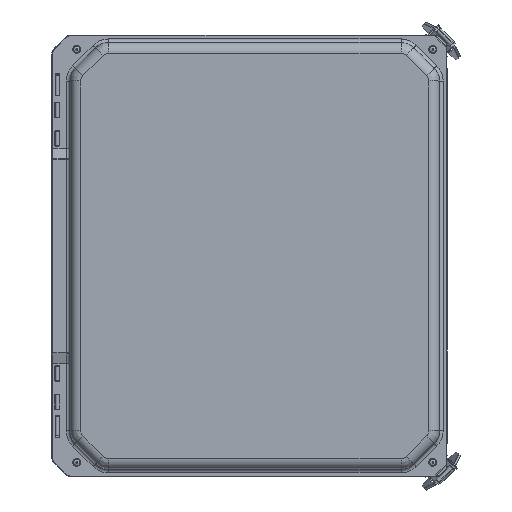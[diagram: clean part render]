
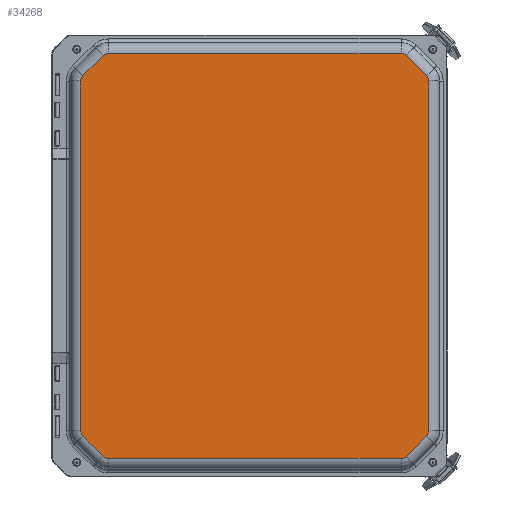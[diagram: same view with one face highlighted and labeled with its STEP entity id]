
A CAD part, top view. The second image highlights one B-rep face of the part: STEP entity #34268.
In plain terms, the highlighted planar face has unit normal (0, 0, 1).
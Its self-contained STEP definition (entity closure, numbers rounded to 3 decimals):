
#4587=LINE($,#75067,#6864);
#4590=LINE($,#75074,#6867);
#4591=LINE($,#75103,#6868);
#4592=LINE($,#75107,#6869);
#4593=LINE($,#75137,#6870);
#4595=LINE($,#75143,#6872);
#4596=LINE($,#75172,#6873);
#4597=LINE($,#75176,#6874);
#6864=VECTOR($,#47915,10.268);
#6867=VECTOR($,#47922,1.013);
#6868=VECTOR($,#47937,1.013);
#6869=VECTOR($,#47942,12.27);
#6870=VECTOR($,#47957,12.27);
#6872=VECTOR($,#47963,1.013);
#6873=VECTOR($,#47978,1.013);
#6874=VECTOR($,#47983,10.268);
#7697=PLANE($,#38211);
#9848=FACE_OUTER_BOUND($,#12111,.T.);
#12111=EDGE_LOOP($,(#30873,#30874,#30875,#30876,#30877,#30878,#30879,#30880,
#30881,#30882,#30883,#30884,#30885,#30886,#30887,#30888));
#13809=CIRCLE($,#38174,0.254);
#13815=CIRCLE($,#38182,0.254);
#13818=CIRCLE($,#38185,0.254);
#13822=CIRCLE($,#38191,0.254);
#13825=CIRCLE($,#38194,0.254);
#13829=CIRCLE($,#38200,0.254);
#13832=CIRCLE($,#38203,0.254);
#13835=CIRCLE($,#38208,0.254);
#16658=VERTEX_POINT($,#75057);
#16659=VERTEX_POINT($,#75059);
#16661=VERTEX_POINT($,#75065);
#16662=VERTEX_POINT($,#75070);
#16664=VERTEX_POINT($,#75084);
#16665=VERTEX_POINT($,#75096);
#16666=VERTEX_POINT($,#75101);
#16667=VERTEX_POINT($,#75105);
#16668=VERTEX_POINT($,#75117);
#16669=VERTEX_POINT($,#75129);
#16671=VERTEX_POINT($,#75135);
#16672=VERTEX_POINT($,#75139);
#16674=VERTEX_POINT($,#75153);
#16675=VERTEX_POINT($,#75165);
#16676=VERTEX_POINT($,#75170);
#16677=VERTEX_POINT($,#75174);
#21450=EDGE_CURVE($,#16658,#16659,#13809,.T.);
#21454=EDGE_CURVE($,#16661,#16658,#4587,.T.);
#21458=EDGE_CURVE($,#16659,#16662,#4590,.T.);
#21460=EDGE_CURVE($,#16664,#16661,#13815,.T.);
#21463=EDGE_CURVE($,#16662,#16665,#13818,.T.);
#21465=EDGE_CURVE($,#16666,#16664,#4591,.T.);
#21467=EDGE_CURVE($,#16665,#16667,#4592,.T.);
#21469=EDGE_CURVE($,#16668,#16666,#13822,.T.);
#21472=EDGE_CURVE($,#16667,#16669,#13825,.T.);
#21474=EDGE_CURVE($,#16671,#16668,#4593,.T.);
#21477=EDGE_CURVE($,#16669,#16672,#4595,.T.);
#21479=EDGE_CURVE($,#16674,#16671,#13829,.T.);
#21482=EDGE_CURVE($,#16672,#16675,#13832,.T.);
#21484=EDGE_CURVE($,#16676,#16674,#4596,.T.);
#21486=EDGE_CURVE($,#16675,#16677,#4597,.T.);
#21487=EDGE_CURVE($,#16677,#16676,#13835,.T.);
#30873=ORIENTED_EDGE($,*,*,#21450,.F.);
#30874=ORIENTED_EDGE($,*,*,#21454,.F.);
#30875=ORIENTED_EDGE($,*,*,#21460,.F.);
#30876=ORIENTED_EDGE($,*,*,#21465,.F.);
#30877=ORIENTED_EDGE($,*,*,#21469,.F.);
#30878=ORIENTED_EDGE($,*,*,#21474,.F.);
#30879=ORIENTED_EDGE($,*,*,#21479,.F.);
#30880=ORIENTED_EDGE($,*,*,#21484,.F.);
#30881=ORIENTED_EDGE($,*,*,#21487,.F.);
#30882=ORIENTED_EDGE($,*,*,#21486,.F.);
#30883=ORIENTED_EDGE($,*,*,#21482,.F.);
#30884=ORIENTED_EDGE($,*,*,#21477,.F.);
#30885=ORIENTED_EDGE($,*,*,#21472,.F.);
#30886=ORIENTED_EDGE($,*,*,#21467,.F.);
#30887=ORIENTED_EDGE($,*,*,#21463,.F.);
#30888=ORIENTED_EDGE($,*,*,#21458,.F.);
#34268=ADVANCED_FACE($,(#9848),#7697,.T.);
#38174=AXIS2_PLACEMENT_3D($,#75060,#47905,#47906);
#38182=AXIS2_PLACEMENT_3D($,#75086,#47925,#47926);
#38185=AXIS2_PLACEMENT_3D($,#75099,#47931,#47932);
#38191=AXIS2_PLACEMENT_3D($,#75119,#47945,#47946);
#38194=AXIS2_PLACEMENT_3D($,#75133,#47951,#47952);
#38200=AXIS2_PLACEMENT_3D($,#75155,#47966,#47967);
#38203=AXIS2_PLACEMENT_3D($,#75168,#47972,#47973);
#38208=AXIS2_PLACEMENT_3D($,#75186,#47984,#47985);
#38211=AXIS2_PLACEMENT_3D($,#75191,#47992,#47993);
#47905=DIRECTION('center_axis',(0.,0.,-1.));
#47906=DIRECTION('ref_axis',(-0.383,-0.924,0.));
#47915=DIRECTION($,(-1.,0.,0.));
#47922=DIRECTION($,(-0.707,0.707,0.));
#47925=DIRECTION('center_axis',(0.,0.,-1.));
#47926=DIRECTION('ref_axis',(0.383,-0.924,0.));
#47931=DIRECTION('center_axis',(0.,0.,-1.));
#47932=DIRECTION('ref_axis',(-0.924,-0.383,0.));
#47937=DIRECTION($,(-0.707,-0.707,0.));
#47942=DIRECTION($,(0.,1.,0.));
#47945=DIRECTION('center_axis',(0.,0.,-1.));
#47946=DIRECTION('ref_axis',(0.924,-0.383,0.));
#47951=DIRECTION('center_axis',(0.,0.,-1.));
#47952=DIRECTION('ref_axis',(-0.924,0.383,0.));
#47957=DIRECTION($,(0.,-1.,0.));
#47963=DIRECTION($,(0.707,0.707,0.));
#47966=DIRECTION('center_axis',(0.,0.,-1.));
#47967=DIRECTION('ref_axis',(0.924,0.383,0.));
#47972=DIRECTION('center_axis',(0.,0.,-1.));
#47973=DIRECTION('ref_axis',(-0.383,0.924,0.));
#47978=DIRECTION($,(0.707,-0.707,0.));
#47983=DIRECTION($,(1.,0.,0.));
#47984=DIRECTION('center_axis',(0.,0.,-1.));
#47985=DIRECTION('ref_axis',(0.383,0.924,0.));
#47992=DIRECTION('center_axis',(0.,0.,1.));
#47993=DIRECTION('ref_axis',(1.,0.,0.));
#75057=CARTESIAN_POINT('',(-4.946,-7.105,1.));
#75059=CARTESIAN_POINT('',(-5.125,-7.031,1.));
#75060=CARTESIAN_POINT('Origin',(-4.946,-6.852,1.));
#75065=CARTESIAN_POINT('',(5.323,-7.105,1.));
#75067=CARTESIAN_POINT($,(5.323,-7.105,1.));
#75070=CARTESIAN_POINT('',(-5.842,-6.315,1.));
#75074=CARTESIAN_POINT($,(-5.125,-7.031,1.));
#75084=CARTESIAN_POINT('',(5.502,-7.031,1.));
#75086=CARTESIAN_POINT('Origin',(5.323,-6.852,1.));
#75096=CARTESIAN_POINT('',(-5.916,-6.135,1.));
#75099=CARTESIAN_POINT('Origin',(-5.662,-6.135,1.));
#75101=CARTESIAN_POINT('',(6.219,-6.315,1.));
#75103=CARTESIAN_POINT($,(6.219,-6.315,1.));
#75105=CARTESIAN_POINT('',(-5.916,6.135,1.));
#75107=CARTESIAN_POINT($,(-5.916,-6.135,1.));
#75117=CARTESIAN_POINT('',(6.293,-6.135,1.));
#75119=CARTESIAN_POINT('Origin',(6.039,-6.135,1.));
#75129=CARTESIAN_POINT('',(-5.842,6.315,1.));
#75133=CARTESIAN_POINT('Origin',(-5.662,6.135,1.));
#75135=CARTESIAN_POINT('',(6.293,6.135,1.));
#75137=CARTESIAN_POINT($,(6.293,6.135,1.));
#75139=CARTESIAN_POINT('',(-5.125,7.031,1.));
#75143=CARTESIAN_POINT($,(-5.842,6.315,1.));
#75153=CARTESIAN_POINT('',(6.219,6.315,1.));
#75155=CARTESIAN_POINT('Origin',(6.039,6.135,1.));
#75165=CARTESIAN_POINT('',(-4.946,7.105,1.));
#75168=CARTESIAN_POINT('Origin',(-4.946,6.852,1.));
#75170=CARTESIAN_POINT('',(5.502,7.031,1.));
#75172=CARTESIAN_POINT($,(5.502,7.031,1.));
#75174=CARTESIAN_POINT('',(5.323,7.105,1.));
#75176=CARTESIAN_POINT($,(-4.946,7.105,1.));
#75186=CARTESIAN_POINT('Origin',(5.323,6.852,1.));
#75191=CARTESIAN_POINT('Origin',(0.189,0.,1.));
